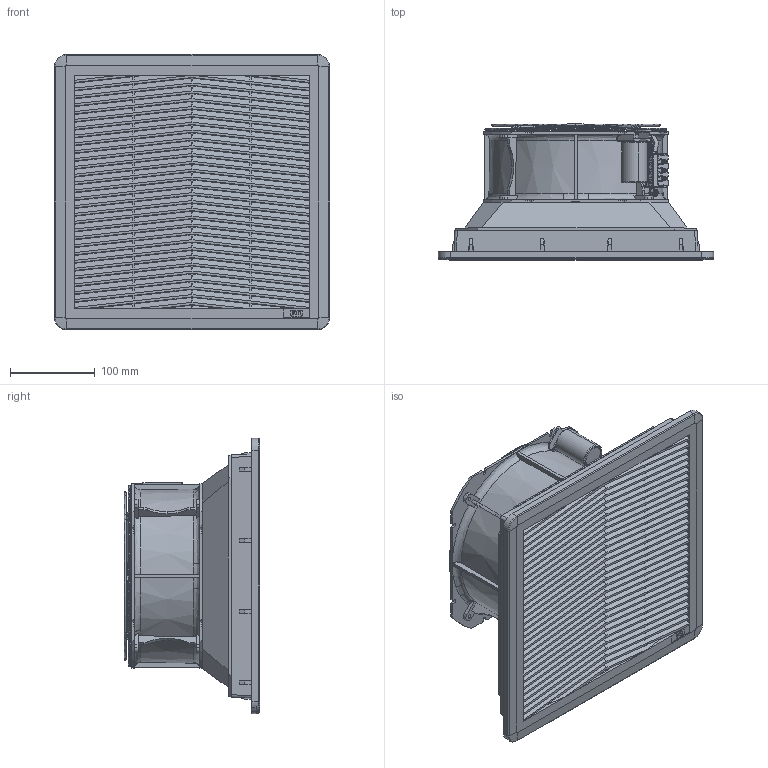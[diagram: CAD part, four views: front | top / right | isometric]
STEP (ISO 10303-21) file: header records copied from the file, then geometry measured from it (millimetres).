
FILE_DESCRIPTION((''),'2;1');
FILE_NAME('001344016-3DFILE_ASM','2024-08-26T09:32:47',('klemen.sitar'),('Audax d.o.o.'),'CREO PARAMETRIC BY PTC INC, 2021304','CREO PARAMETRIC BY PTC INC, 2021304','');
FILE_SCHEMA(('AP242_MANAGED_MODEL_BASED_3D_ENGINEERING_MIM_LF { 1 0 10303 442 1 1 4 }'));
Products named in the file (9): ESTRUSIONE1; PRT0006_1_1_1_1_1; RACCORDO1; DOCUMENT_A_ASM; PRT0006; PRT0008; PRT0007; PRT0009; 001344016-3DFILE_ASM
Assembly tree (8 placements, depth 2):
  001344016-3DFILE_ASM
    ESTRUSIONE1
    PRT0006_1_1_1_1_1
    RACCORDO1
    DOCUMENT_A_ASM
    PRT0006
    PRT0008
    PRT0007
    PRT0009
Bounding box: 325 x 160.17 x 325.06 mm (x, y, z)
Volume: 312425.5 mm3; surface area: 769759.2 mm2
Topology: 2 solids, 16 shells, 2004 faces, 6759 edges, 4566 vertices
Faces by surface type: plane 1327, cylinder 400, bspline 164, torus 77, cone 30, extrusion 4, sphere 2
Entity records: 168721 total; most frequent: CARTESIAN_POINT 76854, ORIENTED_EDGE 13134, DIRECTION 9774, PRESENTATION_STYLE_ASSIGNMENT 8776, STYLED_ITEM 8776, CURVE_STYLE 6756, EDGE_CURVE 6752, VERTEX_POINT 4566
